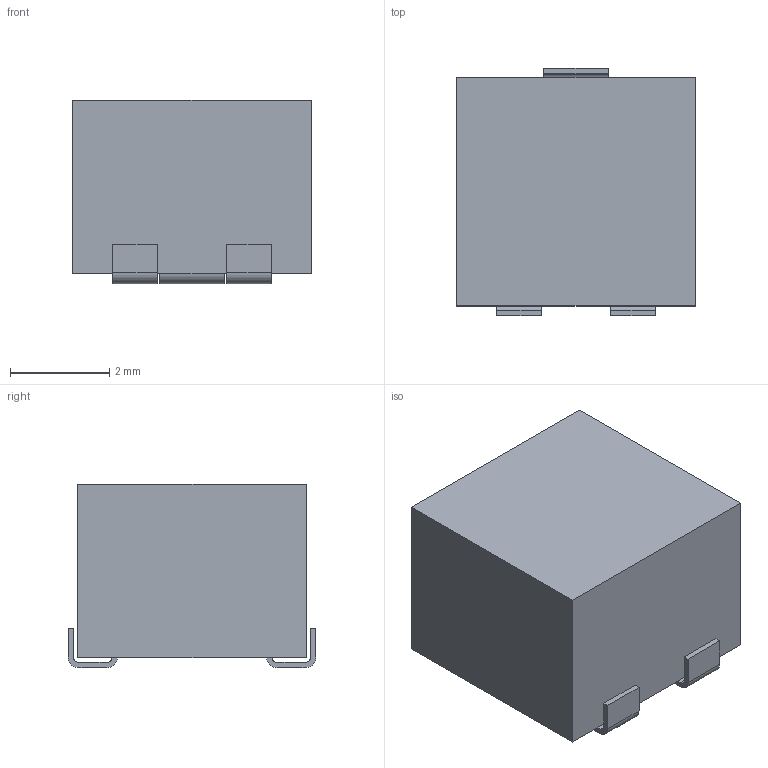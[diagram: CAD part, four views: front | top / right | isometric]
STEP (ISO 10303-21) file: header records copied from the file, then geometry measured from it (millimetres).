
FILE_DESCRIPTION(('FreeCAD Model'),'2;1');
FILE_NAME('Fusion.step', '2017-02-07T12:28:59',('kicad StepUp'),('ksu MCAD'), 'Open CASCADE STEP processor 6.8','FreeCAD','Unknown');
FILE_SCHEMA(('AUTOMOTIVE_DESIGN_CC2 { 1 2 10303 214 -1 1 5 4 }'));
Length unit declared in the file: millimetre
Products named in the file (1): Fusion
Bounding box: 4.8 x 5 x 3.7 mm (x, y, z)
Volume: 77.3 mm3; surface area: 128.9 mm2
Topology: 1 solids, 1 shells, 47 faces, 120 edges, 80 vertices
Faces by surface type: plane 33, cylinder 14
Full cylindrical faces by diameter (mm): 1.5 x1, 1.6 x1
Entity records: 1767 total; most frequent: CARTESIAN_POINT 250, DIRECTION 246, ORIENTED_EDGE 240, EDGE_CURVE 120, LINE 86, VECTOR 86, AXIS2_PLACEMENT_3D 80, VERTEX_POINT 80
